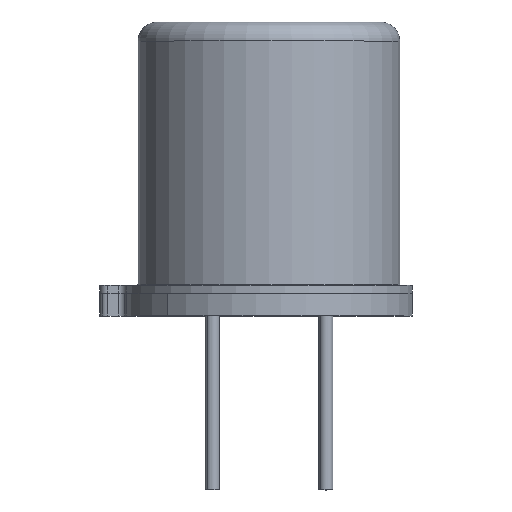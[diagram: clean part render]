
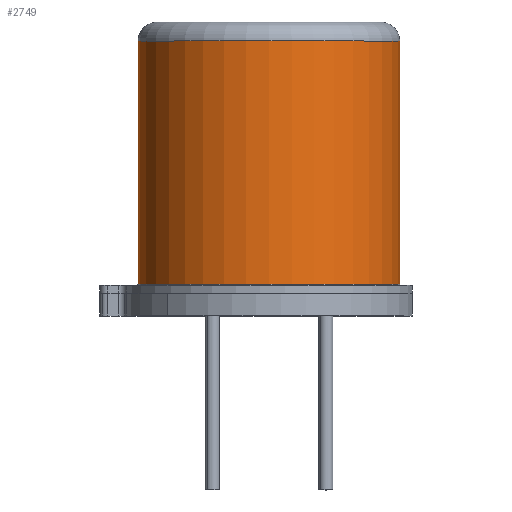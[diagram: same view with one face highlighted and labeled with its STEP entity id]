
A CAD part, top view. The second image highlights one B-rep face of the part: STEP entity #2749.
In plain terms, the highlighted cylindrical face has radius 4.14 mm (diameter 8.28 mm), a partial arc.
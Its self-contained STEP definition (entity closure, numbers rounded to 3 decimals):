
#16 = LINE ( 'NONE', #2907, #236 ) ;
#44 = DIRECTION ( 'NONE',  ( -1., 0., 0. ) ) ;
#141 = CARTESIAN_POINT ( 'NONE',  ( -4.14, 0., 0. ) ) ;
#236 = VECTOR ( 'NONE', #983, 1000. ) ;
#284 = EDGE_CURVE ( 'NONE', #3072, #2905, #16, .T. ) ;
#457 = EDGE_CURVE ( 'NONE', #2096, #2905, #1636, .T. ) ;
#467 = ORIENTED_EDGE ( 'NONE', *, *, #457, .F. ) ;
#664 = DIRECTION ( 'NONE',  ( 0., 1., 0. ) ) ;
#780 = EDGE_CURVE ( 'NONE', #926, #2096, #1360, .T. ) ;
#909 = CYLINDRICAL_SURFACE ( 'NONE', #1731, 4.14 ) ;
#926 = VERTEX_POINT ( 'NONE', #956 ) ;
#945 = DIRECTION ( 'NONE',  ( -1., 0., 0. ) ) ;
#948 = AXIS2_PLACEMENT_3D ( 'NONE', #2915, #1269, #44 ) ;
#956 = CARTESIAN_POINT ( 'NONE',  ( -4.14, -8.3, 0. ) ) ;
#983 = DIRECTION ( 'NONE',  ( 0., 1., 0. ) ) ;
#1140 = ORIENTED_EDGE ( 'NONE', *, *, #780, .F. ) ;
#1231 = CARTESIAN_POINT ( 'NONE',  ( -4.14, -0.6, 0. ) ) ;
#1269 = DIRECTION ( 'NONE',  ( 0., 1., 0. ) ) ;
#1360 = LINE ( 'NONE', #141, #1434 ) ;
#1434 = VECTOR ( 'NONE', #1820, 1000. ) ;
#1455 = DIRECTION ( 'NONE',  ( -1., 0., 0. ) ) ;
#1512 = CARTESIAN_POINT ( 'NONE',  ( 4.14, -0.6, 0. ) ) ;
#1636 = CIRCLE ( 'NONE', #2766, 4.14 ) ;
#1731 = AXIS2_PLACEMENT_3D ( 'NONE', #2357, #2103, #1455 ) ;
#1820 = DIRECTION ( 'NONE',  ( 0., 1., 0. ) ) ;
#1970 = EDGE_LOOP ( 'NONE', ( #2218, #2630, #467, #1140 ) ) ;
#2067 = EDGE_CURVE ( 'NONE', #926, #3072, #2275, .T. ) ;
#2096 = VERTEX_POINT ( 'NONE', #1231 ) ;
#2103 = DIRECTION ( 'NONE',  ( 0., 1., 0. ) ) ;
#2218 = ORIENTED_EDGE ( 'NONE', *, *, #2067, .T. ) ;
#2241 = CARTESIAN_POINT ( 'NONE',  ( 4.14, -8.3, 0. ) ) ;
#2275 = CIRCLE ( 'NONE', #948, 4.14 ) ;
#2357 = CARTESIAN_POINT ( 'NONE',  ( 0., 0., 0. ) ) ;
#2630 = ORIENTED_EDGE ( 'NONE', *, *, #284, .T. ) ;
#2655 = FACE_OUTER_BOUND ( 'NONE', #1970, .T. ) ;
#2749 = ADVANCED_FACE ( 'NONE', ( #2655 ), #909, .T. ) ;
#2766 = AXIS2_PLACEMENT_3D ( 'NONE', #2883, #664, #945 ) ;
#2883 = CARTESIAN_POINT ( 'NONE',  ( 0., -0.6, 0. ) ) ;
#2905 = VERTEX_POINT ( 'NONE', #1512 ) ;
#2907 = CARTESIAN_POINT ( 'NONE',  ( 4.14, 0., 0. ) ) ;
#2915 = CARTESIAN_POINT ( 'NONE',  ( 0., -8.3, 0. ) ) ;
#3072 = VERTEX_POINT ( 'NONE', #2241 ) ;
